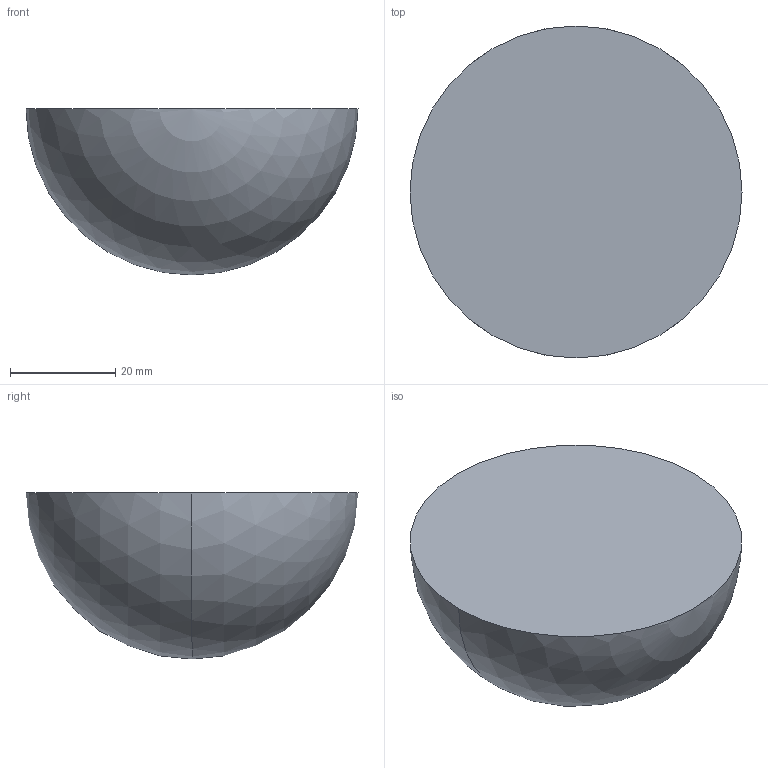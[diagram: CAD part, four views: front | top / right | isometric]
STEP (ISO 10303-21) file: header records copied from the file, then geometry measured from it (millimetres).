
FILE_DESCRIPTION (( 'STEP AP214' ), '1' );
FILE_NAME ('sphereWeight.STEP', '2019-04-04T13:59:47', ( '' ), ( '' ), 'SwSTEP 2.0', 'SolidWorks 2017', '' );
FILE_SCHEMA (( 'AUTOMOTIVE_DESIGN' ));
Length unit declared in the file: millimetre
Products named in the file (1): sphereWeight
Bounding box: 63 x 63 x 31.5 mm (x, y, z)
Volume: 65462.2 mm3; surface area: 9351.7 mm2
Topology: 1 solids, 1 shells, 3 faces, 8 edges, 5 vertices
Faces by surface type: sphere 2, plane 1
Entity records: 104 total; most frequent: DIRECTION 16, CARTESIAN_POINT 11, ORIENTED_EDGE 8, AXIS2_PLACEMENT_3D 8, EDGE_CURVE 4, CIRCLE 4, VERTEX_POINT 3, EDGE_LOOP 3
